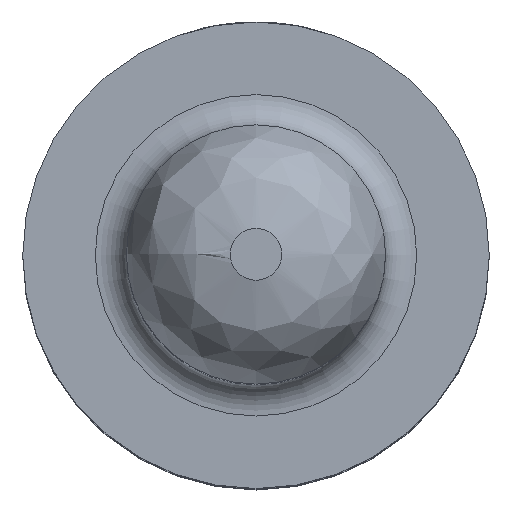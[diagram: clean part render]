
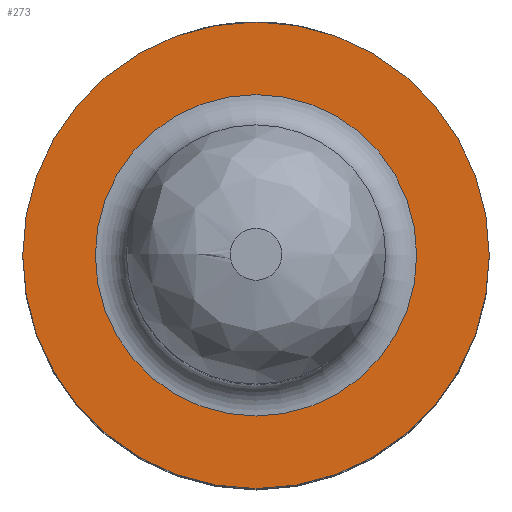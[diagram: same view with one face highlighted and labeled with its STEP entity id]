
A CAD part, top view. The second image highlights one B-rep face of the part: STEP entity #273.
In plain terms, the highlighted planar face has unit normal (0, 0, 1).
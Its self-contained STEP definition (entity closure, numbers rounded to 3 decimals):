
#209=PLANE('',#778);
#250=FACE_BOUND('',#338,.T.);
#251=FACE_BOUND('',#339,.T.);
#273=ADVANCED_FACE('',(#250,#251),#209,.T.);
#338=EDGE_LOOP('',(#425));
#339=EDGE_LOOP('',(#426));
#425=ORIENTED_EDGE('',*,*,#543,.T.);
#426=ORIENTED_EDGE('',*,*,#521,.F.);
#478=VERTEX_POINT('',#1035);
#501=VERTEX_POINT('',#1135);
#521=EDGE_CURVE('',#478,#478,#568,.T.);
#543=EDGE_CURVE('',#501,#501,#582,.T.);
#568=CIRCLE('',#750,2.25);
#582=CIRCLE('',#777,1.55);
#750=AXIS2_PLACEMENT_3D('',#1034,#823,#824);
#777=AXIS2_PLACEMENT_3D('',#1134,#881,#882);
#778=AXIS2_PLACEMENT_3D('',#1136,#883,#884);
#823=DIRECTION('',(0.,0.,-1.));
#824=DIRECTION('',(-1.,0.,0.));
#881=DIRECTION('',(0.,0.,-1.));
#882=DIRECTION('',(-1.,0.,0.));
#883=DIRECTION('',(0.,0.,1.));
#884=DIRECTION('',(1.,0.,0.));
#1034=CARTESIAN_POINT('',(0.,0.,
7.7));
#1035=CARTESIAN_POINT('',(-2.25,0.,7.7));
#1134=CARTESIAN_POINT('',(0.,0.,
7.7));
#1135=CARTESIAN_POINT('',(-1.55,0.,7.7));
#1136=CARTESIAN_POINT('',(0.,2.25,7.7));
